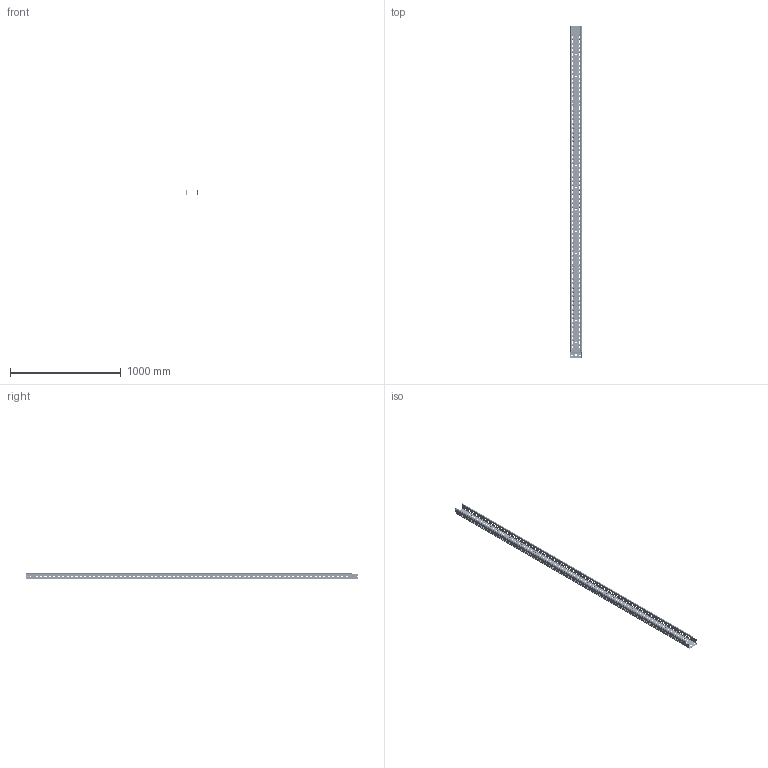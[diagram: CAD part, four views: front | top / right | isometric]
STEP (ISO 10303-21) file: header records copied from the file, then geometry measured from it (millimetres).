
FILE_DESCRIPTION(/* description */ (''),/* implementation_level */ '2;1');
FILE_NAME(/* name */ 'KFL100H60_3.stp',/* time_stamp */ '2020-03-24T12:22:59+01:00',/* author */ ('stanislaw.luczak'),/* organization */ (''),/* preprocessor_version */ 'ST-DEVELOPER v18',/* originating_system */ 'Autodesk Inventor 2020',/* authorisation */ '');
FILE_SCHEMA (('AUTOMOTIVE_DESIGN { 1 0 10303 214 3 1 1 }'));
Products named in the file (1): KFJ100H60_3 add
Bounding box: 105.6 x 3000 x 61.83 mm (x, y, z)
Volume: 464825.3 mm3; surface area: 1310834.9 mm2
Topology: 1 solids, 1 shells, 8348 faces, 20716 edges, 12886 vertices
Faces by surface type: plane 3540, cylinder 3012, torus 1198, cone 596, bspline 2
Full cylindrical faces by diameter (mm): 11 x14
Entity records: 249263 total; most frequent: DIRECTION 45708, CARTESIAN_POINT 42139, ORIENTED_EDGE 41432, EDGE_CURVE 20716, AXIS2_PLACEMENT_3D 16665, VERTEX_POINT 12886, LINE 12378, VECTOR 12378
